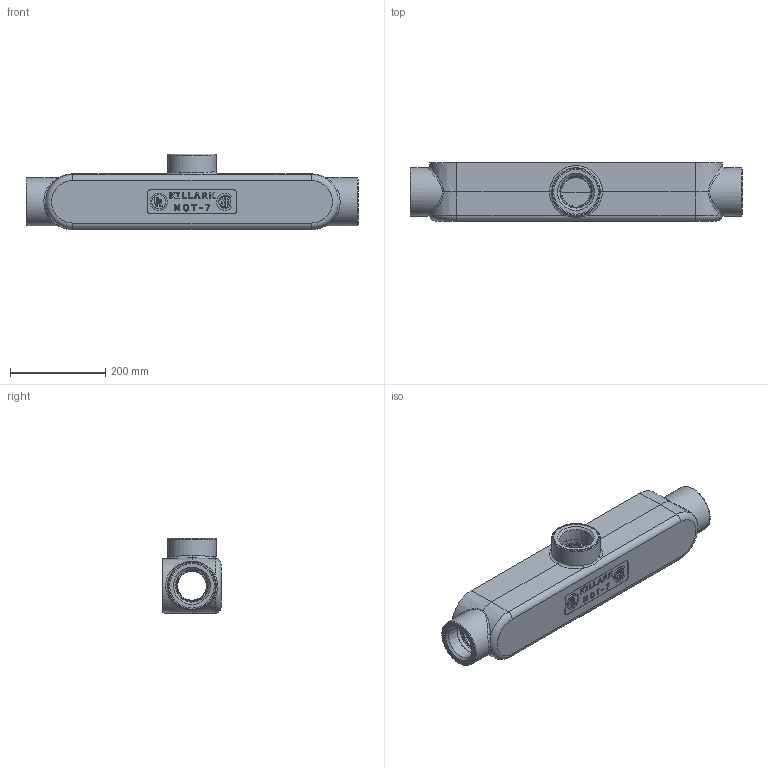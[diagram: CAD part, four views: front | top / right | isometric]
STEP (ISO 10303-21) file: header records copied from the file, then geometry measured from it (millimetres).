
FILE_DESCRIPTION(/* description */ (''),/* implementation_level */ '2;1');
FILE_NAME(/* name */ 'KIL_MOT-7.stp',/* time_stamp */ '2020-06-12T17:16:27+06:00',/* author */ ('kr'),/* organization */ (''),/* preprocessor_version */ 'ST-DEVELOPER v18',/* originating_system */ 'Autodesk Inventor 2020',/* authorisation */ '');
FILE_SCHEMA (('AUTOMOTIVE_DESIGN { 1 0 10303 214 3 1 1 }'));
Length unit declared in the file: inch
Products named in the file (1): 21309
Bounding box: 698.5 x 122.24 x 158.75 mm (x, y, z)
Volume: 2271325.9 mm3; surface area: 517975.1 mm2
Topology: 1 solids, 1 shells, 634 faces, 1680 edges, 1069 vertices
Faces by surface type: plane 280, bspline 185, cone 77, cylinder 67, torus 25
Full cylindrical faces by diameter (mm): 60.858 x3, 73.304 x3, 101.6 x3
Entity records: 30170 total; most frequent: CARTESIAN_POINT 15523, ORIENTED_EDGE 3336, DIRECTION 2576, EDGE_CURVE 1668, VERTEX_POINT 1069, AXIS2_PLACEMENT_3D 870, LINE 836, VECTOR 836
